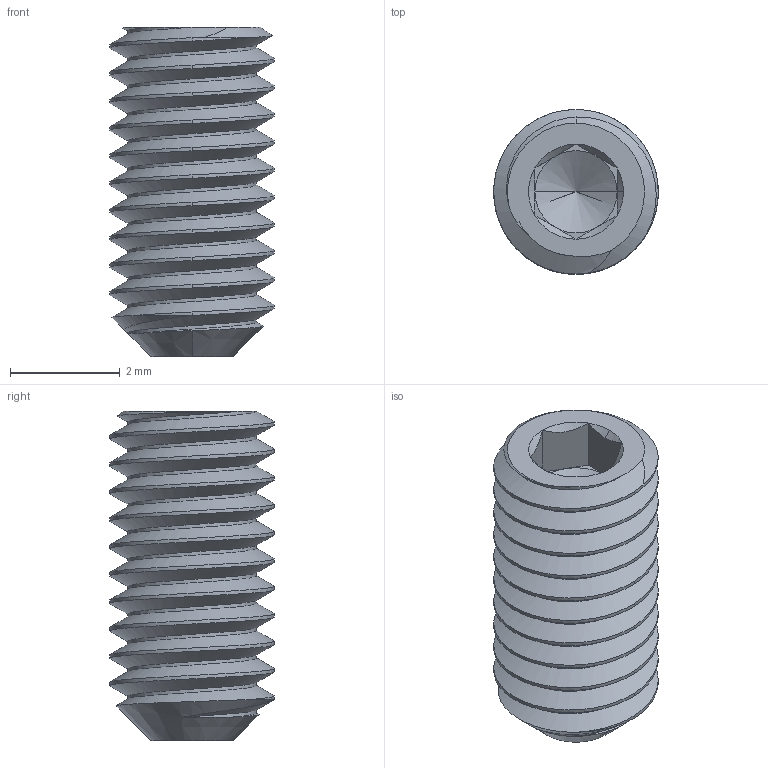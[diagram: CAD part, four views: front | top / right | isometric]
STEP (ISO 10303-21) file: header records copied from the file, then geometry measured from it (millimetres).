
FILE_DESCRIPTION (( 'STEP AP203' ), '1' );
FILE_NAME ('91390A100_Alloy Steel Cup-Point Set Screw.STEP', '2023-12-28T20:36:34', ( 'Administrator' ), ( 'Managed by Terraform' ), 'SwSTEP 2.0', 'SolidWorks 2017', '' );
FILE_SCHEMA (( 'CONFIG_CONTROL_DESIGN' ));
Length unit declared in the file: millimetre
Products named in the file (1): 91390A100_Alloy Steel Cup-Point Set Screw
Bounding box: 2.99 x 3 x 6 mm (x, y, z)
Volume: 30.2 mm3; surface area: 96.8 mm2
Topology: 1 solids, 1 shells, 53 faces, 133 edges, 79 vertices
Faces by surface type: cylinder 22, cone 15, plane 13, bspline 3
Entity records: 3023 total; most frequent: CARTESIAN_POINT 1877, ORIENTED_EDGE 258, DIRECTION 187, EDGE_CURVE 129, VERTEX_POINT 79, AXIS2_PLACEMENT_3D 70, EDGE_LOOP 54, FACE_OUTER_BOUND 53
